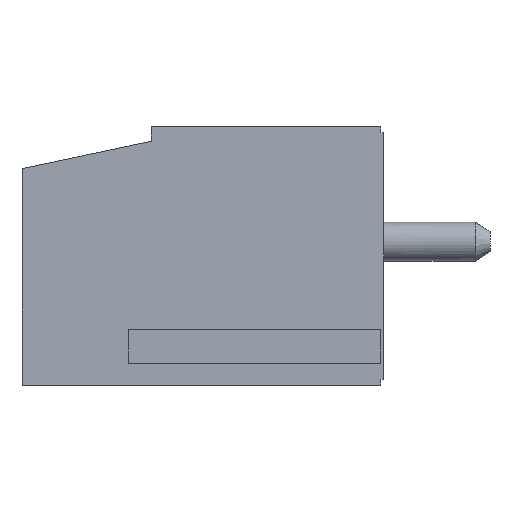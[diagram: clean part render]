
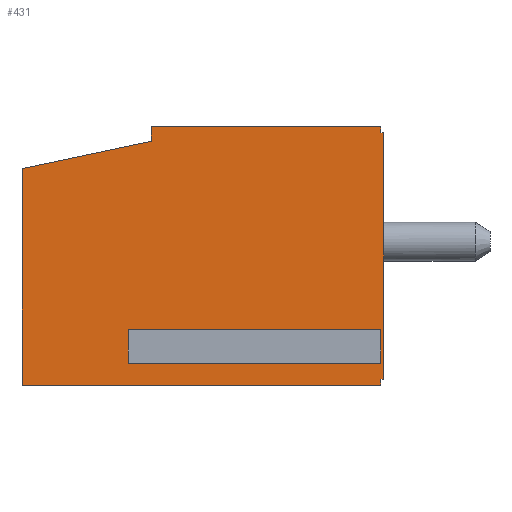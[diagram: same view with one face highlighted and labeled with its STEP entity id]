
A CAD part, left-side view. The second image highlights one B-rep face of the part: STEP entity #431.
In plain terms, the highlighted planar face has unit normal (-1, 0, 0).
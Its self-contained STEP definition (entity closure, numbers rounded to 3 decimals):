
#431=ADVANCED_FACE('',(#872,#873),#874,.F.);
#872=FACE_OUTER_BOUND('',#1313,.T.);
#873=FACE_BOUND('',#1314,.T.);
#874=PLANE('',#1315);
#1313=EDGE_LOOP('',(#2564,#2565,#2566,#2567,#2568,#2569,#2570,#2571,#2572,#2573));
#1314=EDGE_LOOP('',(#2574,#2575,#2576,#2577));
#1315=AXIS2_PLACEMENT_3D('',#2578,#2579,#2580);
#2564=ORIENTED_EDGE('',*,*,#3076,.F.);
#2565=ORIENTED_EDGE('',*,*,#3073,.F.);
#2566=ORIENTED_EDGE('',*,*,#3012,.F.);
#2567=ORIENTED_EDGE('',*,*,#3121,.T.);
#2568=ORIENTED_EDGE('',*,*,#3122,.T.);
#2569=ORIENTED_EDGE('',*,*,#3123,.T.);
#2570=ORIENTED_EDGE('',*,*,#3124,.T.);
#2571=ORIENTED_EDGE('',*,*,#2754,.F.);
#2572=ORIENTED_EDGE('',*,*,#3081,.F.);
#2573=ORIENTED_EDGE('',*,*,#3083,.F.);
#2574=ORIENTED_EDGE('',*,*,#3115,.T.);
#2575=ORIENTED_EDGE('',*,*,#3087,.F.);
#2576=ORIENTED_EDGE('',*,*,#3119,.T.);
#2577=ORIENTED_EDGE('',*,*,#3109,.T.);
#2578=CARTESIAN_POINT('',(-5.0,6.064,4.324));
#2579=DIRECTION('',(1.0,0.0,0.));
#2580=DIRECTION('',(0.,0.0,-1.0));
#2754=EDGE_CURVE('',#3355,#3357,#3358,.T.);
#3012=EDGE_CURVE('',#3716,#3718,#3719,.T.);
#3073=EDGE_CURVE('',#3718,#3802,#3803,.T.);
#3076=EDGE_CURVE('',#3802,#3806,#3807,.T.);
#3081=EDGE_CURVE('',#3812,#3355,#3814,.T.);
#3083=EDGE_CURVE('',#3806,#3812,#3816,.T.);
#3087=EDGE_CURVE('',#3820,#3821,#3822,.T.);
#3109=EDGE_CURVE('',#3853,#3854,#3855,.T.);
#3115=EDGE_CURVE('',#3854,#3821,#3863,.T.);
#3119=EDGE_CURVE('',#3820,#3853,#3867,.T.);
#3121=EDGE_CURVE('',#3716,#3869,#3870,.T.);
#3122=EDGE_CURVE('',#3869,#3871,#3872,.T.);
#3123=EDGE_CURVE('',#3871,#3873,#3874,.T.);
#3124=EDGE_CURVE('',#3873,#3357,#3875,.T.);
#3355=VERTEX_POINT('',#4164);
#3357=VERTEX_POINT('',#4167);
#3358=LINE('',#4168,#4169);
#3716=VERTEX_POINT('',#4663);
#3718=VERTEX_POINT('',#4666);
#3719=LINE('',#4667,#4668);
#3802=VERTEX_POINT('',#4789);
#3803=LINE('',#4790,#4791);
#3806=VERTEX_POINT('',#4795);
#3807=LINE('',#4796,#4797);
#3812=VERTEX_POINT('',#4804);
#3814=LINE('',#4807,#4808);
#3816=LINE('',#4810,#4811);
#3820=VERTEX_POINT('',#4816);
#3821=VERTEX_POINT('',#4817);
#3822=LINE('',#4818,#4819);
#3853=VERTEX_POINT('',#4865);
#3854=VERTEX_POINT('',#4866);
#3855=LINE('',#4867,#4868);
#3863=LINE('',#4880,#4881);
#3867=LINE('',#4886,#4887);
#3869=VERTEX_POINT('',#4889);
#3870=LINE('',#4890,#4891);
#3871=VERTEX_POINT('',#4892);
#3872=LINE('',#4893,#4894);
#3873=VERTEX_POINT('',#4895);
#3874=LINE('',#4896,#4897);
#3875=LINE('',#4898,#4899);
#4164=CARTESIAN_POINT('',(-5.0,0.0,0.2));
#4167=CARTESIAN_POINT('',(-5.0,0.0,0.));
#4168=CARTESIAN_POINT('',(-5.0,0.0,9.0));
#4169=VECTOR('',#5110,1.0);
#4663=CARTESIAN_POINT('',(-5.0,8.,9.0));
#4666=CARTESIAN_POINT('',(-5.0,0.0,9.0));
#4667=CARTESIAN_POINT('',(-5.0,8.,9.0));
#4668=VECTOR('',#5377,1.0);
#4789=CARTESIAN_POINT('',(-5.0,0.0,8.8));
#4790=CARTESIAN_POINT('',(-5.0,0.0,9.0));
#4791=VECTOR('',#5422,1.0);
#4795=CARTESIAN_POINT('',(-5.0,-0.1,8.8));
#4796=CARTESIAN_POINT('',(-5.0,-0.045,8.8));
#4797=VECTOR('',#5424,1.0);
#4804=CARTESIAN_POINT('',(-5.0,-0.1,0.2));
#4807=CARTESIAN_POINT('',(-5.0,-0.045,0.2));
#4808=VECTOR('',#5428,1.0);
#4810=CARTESIAN_POINT('',(-5.0,-0.1,4.5));
#4811=VECTOR('',#5429,1.0);
#4816=CARTESIAN_POINT('',(-5.0,0.,0.95));
#4817=CARTESIAN_POINT('',(-5.0,0.,1.75));
#4818=CARTESIAN_POINT('',(-5.0,0.0,4.5));
#4819=VECTOR('',#5431,1.0);
#4865=CARTESIAN_POINT('',(-5.0,8.8,0.95));
#4866=CARTESIAN_POINT('',(-5.0,8.8,1.75));
#4867=CARTESIAN_POINT('',(-5.0,8.8,4.348));
#4868=VECTOR('',#5447,1.0);
#4880=CARTESIAN_POINT('',(-5.0,3.032,1.75));
#4881=VECTOR('',#5452,1.0);
#4886=CARTESIAN_POINT('',(-5.0,3.032,0.95));
#4887=VECTOR('',#5454,1.0);
#4889=CARTESIAN_POINT('',(-5.0,8.,8.5));
#4890=CARTESIAN_POINT('',(-5.0,8.,9.0));
#4891=VECTOR('',#5455,1.0);
#4892=CARTESIAN_POINT('',(-5.0,12.5,7.543));
#4893=CARTESIAN_POINT('',(-5.0,8.,8.5));
#4894=VECTOR('',#5456,1.0);
#4895=CARTESIAN_POINT('',(-5.0,12.5,0.));
#4896=CARTESIAN_POINT('',(-5.0,12.5,7.543));
#4897=VECTOR('',#5457,1.0);
#4898=CARTESIAN_POINT('',(-5.0,12.5,0.));
#4899=VECTOR('',#5458,1.0);
#5110=DIRECTION('',(0.,0.0,-1.0));
#5377=DIRECTION('',(0.0,-1.0,0.0));
#5422=DIRECTION('',(0.,0.0,-1.0));
#5424=DIRECTION('',(0.0,-1.0,0.0));
#5428=DIRECTION('',(0.0,1.0,0.0));
#5429=DIRECTION('',(0.0,0.0,-1.0));
#5431=DIRECTION('',(-0.0,0.0,1.0));
#5447=DIRECTION('',(0.,0.,1.0));
#5452=DIRECTION('',(0.,-1.0,0.));
#5454=DIRECTION('',(0.,1.0,0.));
#5455=DIRECTION('',(0.,0.,-1.0));
#5456=DIRECTION('',(0.,0.978,-0.208));
#5457=DIRECTION('',(0.,0.,-1.0));
#5458=DIRECTION('',(0.0,-1.0,0.0));
